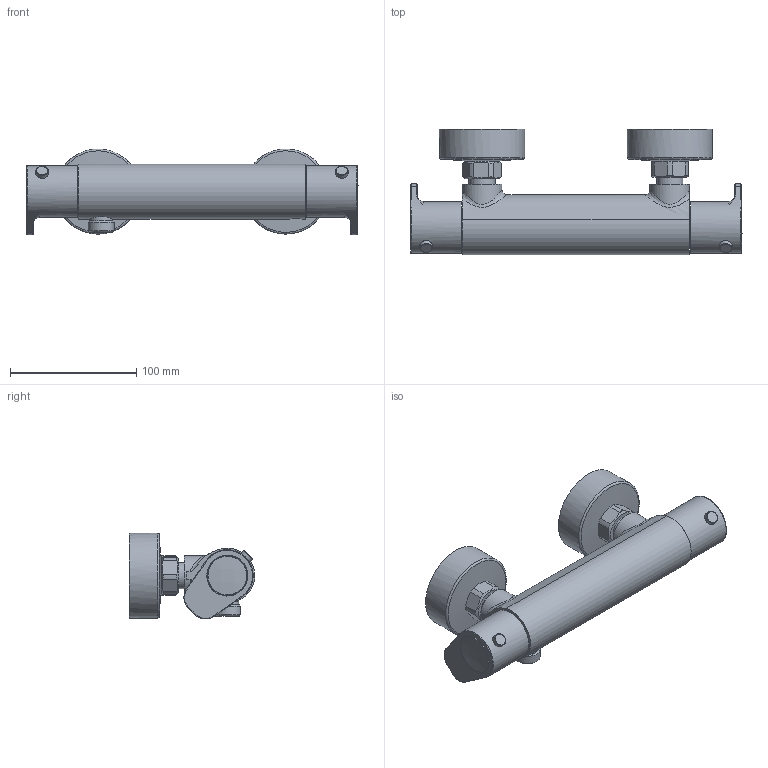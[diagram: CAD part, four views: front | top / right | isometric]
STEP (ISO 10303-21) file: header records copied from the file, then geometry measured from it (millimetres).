
FILE_DESCRIPTION (( 'STEP AP203' ), '1' );
FILE_NAME ('STEP36D300370.STEP', '2020-09-21T09:56:54', ( '' ), ( '' ), 'SwSTEP 2.0', 'SolidWorks 2018', '' );
FILE_SCHEMA (( 'CONFIG_CONTROL_DESIGN' ));
Length unit declared in the file: millimetre
Products named in the file (1): STEP36D300370
Bounding box: 263.33 x 99.6 x 68.18 mm (x, y, z)
Surface area: 142136 mm2 (no closed solid volume)
Topology: 0 solids, 15 shells, 486 faces, 1189 edges, 762 vertices
Faces by surface type: plane 193, cylinder 170, bspline 61, cone 60, torus 2
Full cylindrical faces by diameter (mm): 3.1 x2, 4.65 x2, 5.8 x1, 6 x1, 8.2 x1, 9.8 x3, 10 x2, 10.1 x2, 12.6 x1, 13 x1, 14 x1, 15 x5, 16 x1, 16.2 x2, 18 x3, 18.2 x2, 18.5 x3, 19 x2, 20 x2, 20.5 x2, 20.6 x1, 20.8 x2, 21 x2, 21.5 x1, 24 x2, 24.088 x2, 24.5 x2, 25.6 x2, 26 x1, 28.6 x2
Entity records: 21070 total; most frequent: CARTESIAN_POINT 11397, ORIENTED_EDGE 1909, DIRECTION 1791, EDGE_CURVE 961, AXIS2_PLACEMENT_3D 729, EDGE_LOOP 685, VERTEX_POINT 679, FACE_OUTER_BOUND 570
